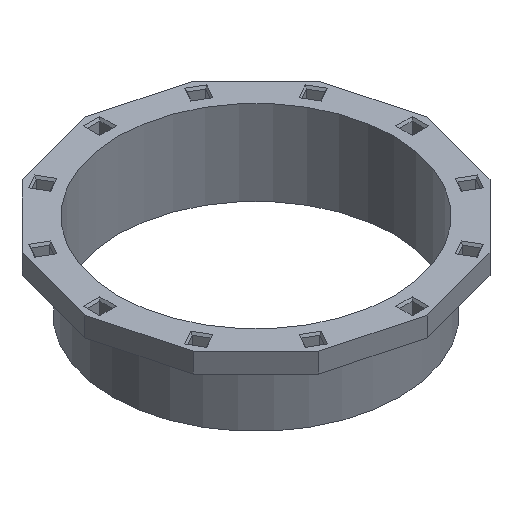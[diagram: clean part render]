
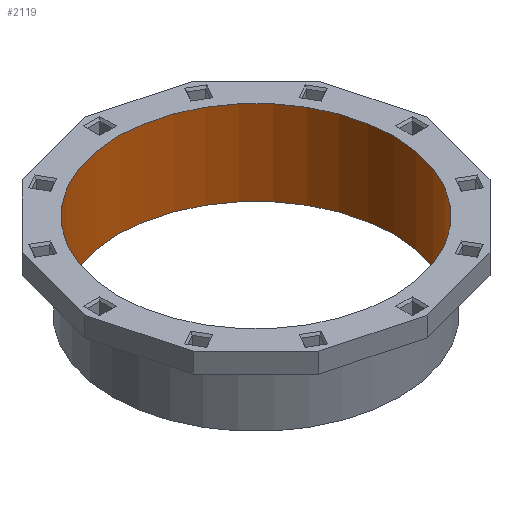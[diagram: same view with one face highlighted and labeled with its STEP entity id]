
A CAD part, isometric view. The second image highlights one B-rep face of the part: STEP entity #2119.
In plain terms, the highlighted cylindrical face has radius 48.8 mm (diameter 97.6 mm), a full revolution.
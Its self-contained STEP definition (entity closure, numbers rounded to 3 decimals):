
#15=CYLINDRICAL_SURFACE('',#2259,48.8);
#33=CIRCLE('',#2260,48.8);
#34=CIRCLE('',#2261,48.8);
#157=FACE_OUTER_BOUND('',#283,.T.);
#283=EDGE_LOOP('',(#1804,#1805,#1806,#1807));
#577=LINE('',#3376,#855);
#855=VECTOR('',#2792,48.8);
#1026=VERTEX_POINT('',#3373);
#1027=VERTEX_POINT('',#3375);
#1306=EDGE_CURVE('',#1026,#1026,#33,.T.);
#1307=EDGE_CURVE('',#1026,#1027,#577,.T.);
#1308=EDGE_CURVE('',#1027,#1027,#34,.T.);
#1804=ORIENTED_EDGE('',*,*,#1306,.F.);
#1805=ORIENTED_EDGE('',*,*,#1307,.T.);
#1806=ORIENTED_EDGE('',*,*,#1308,.F.);
#1807=ORIENTED_EDGE('',*,*,#1307,.F.);
#2119=ADVANCED_FACE('',(#157),#15,.F.);
#2259=AXIS2_PLACEMENT_3D('',#3372,#2788,#2789);
#2260=AXIS2_PLACEMENT_3D('',#3374,#2790,#2791);
#2261=AXIS2_PLACEMENT_3D('',#3377,#2793,#2794);
#2788=DIRECTION('center_axis',(0.,0.,-1.));
#2789=DIRECTION('ref_axis',(1.,0.,0.));
#2790=DIRECTION('center_axis',(0.,0.,1.));
#2791=DIRECTION('ref_axis',(1.,0.,0.));
#2792=DIRECTION('',(0.,0.,1.));
#2793=DIRECTION('center_axis',(0.,0.,-1.));
#2794=DIRECTION('ref_axis',(1.,0.,0.));
#3372=CARTESIAN_POINT('Origin',(0.,0.,0.));
#3373=CARTESIAN_POINT('',(-48.8,0.,-30.));
#3374=CARTESIAN_POINT('Origin',(0.,0.,-30.));
#3375=CARTESIAN_POINT('',(-48.8,0.,0.));
#3376=CARTESIAN_POINT('',(-48.8,0.,0.));
#3377=CARTESIAN_POINT('Origin',(0.,0.,0.));
